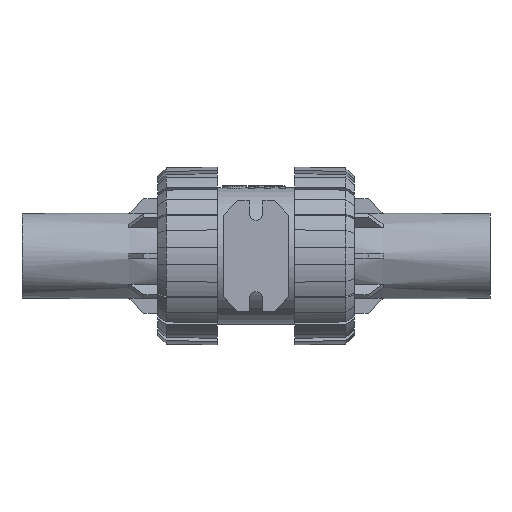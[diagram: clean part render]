
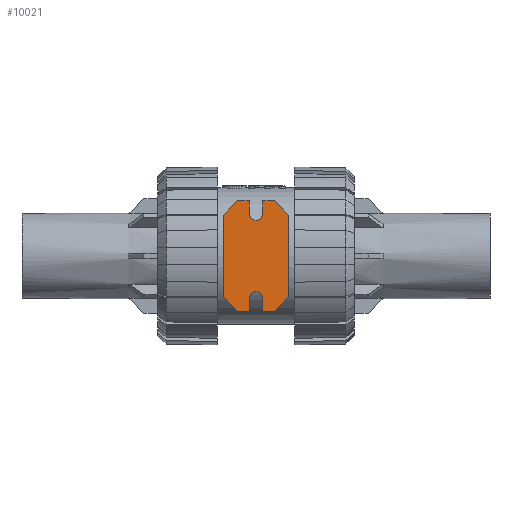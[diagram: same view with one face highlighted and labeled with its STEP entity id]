
A CAD part, front view. The second image highlights one B-rep face of the part: STEP entity #10021.
In plain terms, the highlighted planar face has unit normal (0, -1, 0).
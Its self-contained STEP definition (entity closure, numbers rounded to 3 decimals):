
#907=CIRCLE('',#10932,3.2);
#908=CIRCLE('',#10941,3.2);
#1133=PLANE('',#10945);
#1692=FACE_OUTER_BOUND('',#2244,.T.);
#2244=EDGE_LOOP('',(#9098,#9099,#9100,#9101,#9102,#9103,#9104,#9105,#9106,
#9107,#9108,#9109,#9110,#9111,#9112,#9113));
#2832=LINE('',#20160,#3496);
#2884=LINE('',#20275,#3548);
#2886=LINE('',#20279,#3550);
#2888=LINE('',#20283,#3552);
#2891=LINE('',#20291,#3555);
#2893=LINE('',#20295,#3557);
#2895=LINE('',#20299,#3559);
#2897=LINE('',#20303,#3561);
#2899=LINE('',#20307,#3563);
#2901=LINE('',#20311,#3565);
#2903=LINE('',#20315,#3567);
#2906=LINE('',#20323,#3570);
#2908=LINE('',#20327,#3572);
#2909=LINE('',#20329,#3573);
#3496=VECTOR('',#13169,1.);
#3548=VECTOR('',#13277,1.);
#3550=VECTOR('',#13281,1.);
#3552=VECTOR('',#13285,1.);
#3555=VECTOR('',#13294,1.);
#3557=VECTOR('',#13298,1.);
#3559=VECTOR('',#13302,1.);
#3561=VECTOR('',#13306,1.);
#3563=VECTOR('',#13310,1.);
#3565=VECTOR('',#13314,1.);
#3567=VECTOR('',#13318,1.);
#3570=VECTOR('',#13327,1.);
#3572=VECTOR('',#13331,1.);
#3573=VECTOR('',#13334,1.);
#4695=VERTEX_POINT('',#20157);
#4696=VERTEX_POINT('',#20159);
#4731=VERTEX_POINT('',#20273);
#4732=VERTEX_POINT('',#20277);
#4733=VERTEX_POINT('',#20281);
#4734=VERTEX_POINT('',#20285);
#4735=VERTEX_POINT('',#20289);
#4736=VERTEX_POINT('',#20293);
#4737=VERTEX_POINT('',#20297);
#4738=VERTEX_POINT('',#20301);
#4739=VERTEX_POINT('',#20305);
#4740=VERTEX_POINT('',#20309);
#4741=VERTEX_POINT('',#20313);
#4742=VERTEX_POINT('',#20317);
#4743=VERTEX_POINT('',#20321);
#4744=VERTEX_POINT('',#20325);
#6136=EDGE_CURVE('',#4696,#4695,#2832,.T.);
#6194=EDGE_CURVE('',#4695,#4731,#2884,.T.);
#6196=EDGE_CURVE('',#4731,#4732,#2886,.T.);
#6198=EDGE_CURVE('',#4732,#4733,#2888,.T.);
#6200=EDGE_CURVE('',#4733,#4734,#907,.T.);
#6202=EDGE_CURVE('',#4734,#4735,#2891,.T.);
#6204=EDGE_CURVE('',#4735,#4736,#2893,.T.);
#6206=EDGE_CURVE('',#4736,#4737,#2895,.T.);
#6208=EDGE_CURVE('',#4737,#4738,#2897,.T.);
#6210=EDGE_CURVE('',#4738,#4739,#2899,.T.);
#6212=EDGE_CURVE('',#4739,#4740,#2901,.T.);
#6214=EDGE_CURVE('',#4740,#4741,#2903,.T.);
#6216=EDGE_CURVE('',#4741,#4742,#908,.T.);
#6218=EDGE_CURVE('',#4742,#4743,#2906,.T.);
#6220=EDGE_CURVE('',#4743,#4744,#2908,.T.);
#6221=EDGE_CURVE('',#4744,#4696,#2909,.T.);
#9098=ORIENTED_EDGE('',*,*,#6136,.T.);
#9099=ORIENTED_EDGE('',*,*,#6194,.T.);
#9100=ORIENTED_EDGE('',*,*,#6196,.T.);
#9101=ORIENTED_EDGE('',*,*,#6198,.T.);
#9102=ORIENTED_EDGE('',*,*,#6200,.T.);
#9103=ORIENTED_EDGE('',*,*,#6202,.T.);
#9104=ORIENTED_EDGE('',*,*,#6204,.T.);
#9105=ORIENTED_EDGE('',*,*,#6206,.T.);
#9106=ORIENTED_EDGE('',*,*,#6208,.T.);
#9107=ORIENTED_EDGE('',*,*,#6210,.T.);
#9108=ORIENTED_EDGE('',*,*,#6212,.T.);
#9109=ORIENTED_EDGE('',*,*,#6214,.T.);
#9110=ORIENTED_EDGE('',*,*,#6216,.T.);
#9111=ORIENTED_EDGE('',*,*,#6218,.T.);
#9112=ORIENTED_EDGE('',*,*,#6220,.T.);
#9113=ORIENTED_EDGE('',*,*,#6221,.T.);
#10021=ADVANCED_FACE('',(#1692),#1133,.F.);
#10932=AXIS2_PLACEMENT_3D('',#20287,#13289,#13290);
#10941=AXIS2_PLACEMENT_3D('',#20319,#13322,#13323);
#10945=AXIS2_PLACEMENT_3D('',#20330,#13335,#13336);
#13169=DIRECTION('',(0.,0.,-1.));
#13277=DIRECTION('',(0.707,0.,-0.707));
#13281=DIRECTION('',(1.,0.,0.));
#13285=DIRECTION('',(0.,0.,1.));
#13289=DIRECTION('center_axis',(0.,1.,0.));
#13290=DIRECTION('ref_axis',(-1.,0.,0.));
#13294=DIRECTION('',(0.,0.,-1.));
#13298=DIRECTION('',(1.,0.,0.));
#13302=DIRECTION('',(0.707,0.,0.707));
#13306=DIRECTION('',(0.,0.,1.));
#13310=DIRECTION('',(-0.707,0.,0.707));
#13314=DIRECTION('',(-1.,0.,0.));
#13318=DIRECTION('',(0.,0.,-1.));
#13322=DIRECTION('center_axis',(0.,1.,0.));
#13323=DIRECTION('ref_axis',(1.,0.,0.));
#13327=DIRECTION('',(0.,0.,1.));
#13331=DIRECTION('',(-1.,0.,0.));
#13334=DIRECTION('',(-0.707,0.,-0.707));
#13335=DIRECTION('center_axis',(0.,1.,0.));
#13336=DIRECTION('ref_axis',(1.,0.,0.));
#20157=CARTESIAN_POINT('',(-15.5,-51.,-19.2));
#20159=CARTESIAN_POINT('',(-15.5,-51.,19.2));
#20160=CARTESIAN_POINT('',(-15.5,-51.,0.));
#20273=CARTESIAN_POINT('',(-8.7,-51.,-26.));
#20275=CARTESIAN_POINT('',(-15.5,-51.,-19.2));
#20277=CARTESIAN_POINT('',(-3.2,-51.,-26.));
#20279=CARTESIAN_POINT('',(-8.7,-51.,-26.));
#20281=CARTESIAN_POINT('',(-3.2,-51.,-20.));
#20283=CARTESIAN_POINT('',(-3.2,-51.,-26.));
#20285=CARTESIAN_POINT('',(3.2,-51.,-20.));
#20287=CARTESIAN_POINT('Origin',(0.,-51.,-20.));
#20289=CARTESIAN_POINT('',(3.2,-51.,-26.));
#20291=CARTESIAN_POINT('',(3.2,-51.,-20.));
#20293=CARTESIAN_POINT('',(8.7,-51.,-26.));
#20295=CARTESIAN_POINT('',(3.2,-51.,-26.));
#20297=CARTESIAN_POINT('',(15.5,-51.,-19.2));
#20299=CARTESIAN_POINT('',(8.7,-51.,-26.));
#20301=CARTESIAN_POINT('',(15.5,-51.,19.2));
#20303=CARTESIAN_POINT('',(15.5,-51.,-19.2));
#20305=CARTESIAN_POINT('',(8.7,-51.,26.));
#20307=CARTESIAN_POINT('',(15.5,-51.,19.2));
#20309=CARTESIAN_POINT('',(3.2,-51.,26.));
#20311=CARTESIAN_POINT('',(8.7,-51.,26.));
#20313=CARTESIAN_POINT('',(3.2,-51.,20.));
#20315=CARTESIAN_POINT('',(3.2,-51.,26.));
#20317=CARTESIAN_POINT('',(-3.2,-51.,20.));
#20319=CARTESIAN_POINT('Origin',(0.,-51.,20.));
#20321=CARTESIAN_POINT('',(-3.2,-51.,26.));
#20323=CARTESIAN_POINT('',(-3.2,-51.,20.));
#20325=CARTESIAN_POINT('',(-8.7,-51.,26.));
#20327=CARTESIAN_POINT('',(-3.2,-51.,26.));
#20329=CARTESIAN_POINT('',(-8.7,-51.,26.));
#20330=CARTESIAN_POINT('Origin',(0.,-51.,0.));
